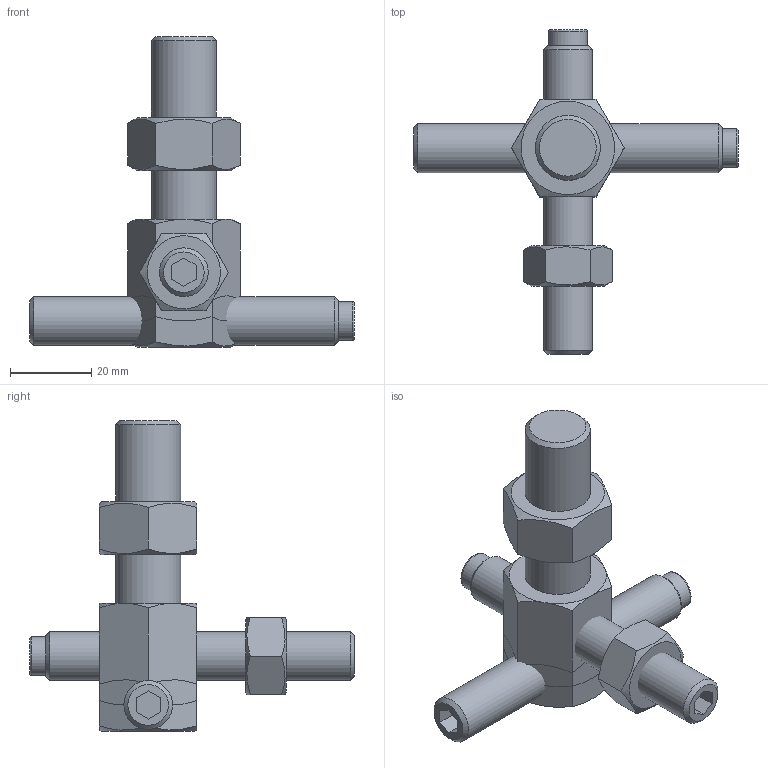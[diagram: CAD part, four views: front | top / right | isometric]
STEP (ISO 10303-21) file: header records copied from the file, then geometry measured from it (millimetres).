
FILE_DESCRIPTION( ( 'Unknown' ), '1' );
FILE_NAME( 'SU20-1680.stp', 'Unknown', ( 'Unknown' ), ( 'Unknown' ), 'XStep 1.0', 'Unknown', ' ' );
FILE_SCHEMA( ( 'CONFIG_CONTROL_DESIGN' ) );
Length unit declared in the file: millimetre
Products named in the file (5): Assem1; 1; 2; 3; 4
Bounding box: 80 x 80 x 76.5 mm (x, y, z)
Volume: 68776.5 mm3; surface area: 26567.6 mm2
Topology: 8 solids, 8 shells, 218 faces, 470 edges, 274 vertices
Faces by surface type: cone 90, plane 70, cylinder 56, torus 2
Full cylindrical faces by diameter (mm): 9.5 x2, 10.2 x2, 10.25 x12, 12 x12, 14 x14, 16 x14
Entity records: 3060 total; most frequent: CARTESIAN_POINT 814, DIRECTION 424, ORIENTED_EDGE 328, AXIS2_PLACEMENT_3D 194, EDGE_LOOP 180, EDGE_CURVE 164, FACE_OUTER_BOUND 138, VERTEX_POINT 128
